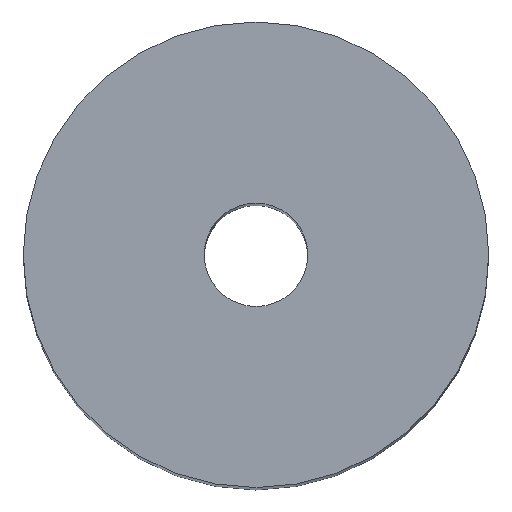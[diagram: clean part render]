
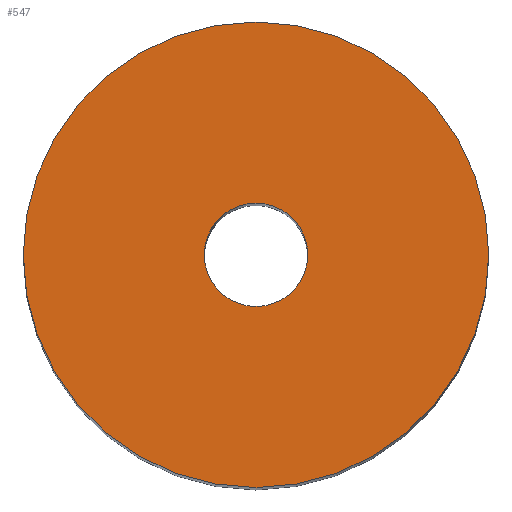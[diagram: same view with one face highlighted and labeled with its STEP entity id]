
A CAD part, top view. The second image highlights one B-rep face of the part: STEP entity #547.
In plain terms, the highlighted planar face has unit normal (0, 0, 1).
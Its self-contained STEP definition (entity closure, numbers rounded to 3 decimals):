
#3 = CARTESIAN_POINT ( 'NONE',  ( 18., 0., 54. ) ) ;
#8 = DIRECTION ( 'NONE',  ( 0., 0., 1. ) ) ;
#22 = VERTEX_POINT ( 'NONE', #300 ) ;
#31 = EDGE_CURVE ( 'NONE', #116, #380, #220, .T. ) ;
#42 = DIRECTION ( 'NONE',  ( 1., 0., 0. ) ) ;
#72 = AXIS2_PLACEMENT_3D ( 'NONE', #437, #223, #42 ) ;
#101 = FACE_OUTER_BOUND ( 'NONE', #526, .T. ) ;
#116 = VERTEX_POINT ( 'NONE', #3 ) ;
#124 = AXIS2_PLACEMENT_3D ( 'NONE', #370, #278, #328 ) ;
#132 = ORIENTED_EDGE ( 'NONE', *, *, #292, .F. ) ;
#167 = EDGE_CURVE ( 'NONE', #425, #22, #338, .T. ) ;
#194 = ORIENTED_EDGE ( 'NONE', *, *, #167, .F. ) ;
#209 = CIRCLE ( 'NONE', #72, 18. ) ;
#220 = CIRCLE ( 'NONE', #482, 18. ) ;
#221 = ORIENTED_EDGE ( 'NONE', *, *, #31, .T. ) ;
#223 = DIRECTION ( 'NONE',  ( 0., 0., 1. ) ) ;
#269 = DIRECTION ( 'NONE',  ( 1., 0., 0. ) ) ;
#278 = DIRECTION ( 'NONE',  ( 0., 0., 1. ) ) ;
#291 = CIRCLE ( 'NONE', #124, 4. ) ;
#292 = EDGE_CURVE ( 'NONE', #22, #425, #291, .T. ) ;
#300 = CARTESIAN_POINT ( 'NONE',  ( 4., 0., 54. ) ) ;
#312 = DIRECTION ( 'NONE',  ( 1., 0., 0. ) ) ;
#328 = DIRECTION ( 'NONE',  ( 1., 0., 0. ) ) ;
#338 = CIRCLE ( 'NONE', #374, 4. ) ;
#339 = EDGE_LOOP ( 'NONE', ( #132, #194 ) ) ;
#352 = DIRECTION ( 'NONE',  ( 1., 0., 0. ) ) ;
#358 = PLANE ( 'NONE',  #359 ) ;
#359 = AXIS2_PLACEMENT_3D ( 'NONE', #364, #8, #312 ) ;
#364 = CARTESIAN_POINT ( 'NONE',  ( 0., 0., 54. ) ) ;
#370 = CARTESIAN_POINT ( 'NONE',  ( 0., 0., 54. ) ) ;
#374 = AXIS2_PLACEMENT_3D ( 'NONE', #435, #528, #269 ) ;
#380 = VERTEX_POINT ( 'NONE', #497 ) ;
#425 = VERTEX_POINT ( 'NONE', #518 ) ;
#435 = CARTESIAN_POINT ( 'NONE',  ( 0., 0., 54. ) ) ;
#437 = CARTESIAN_POINT ( 'NONE',  ( 0., 0., 54. ) ) ;
#440 = ORIENTED_EDGE ( 'NONE', *, *, #555, .T. ) ;
#474 = CARTESIAN_POINT ( 'NONE',  ( 0., 0., 54. ) ) ;
#475 = DIRECTION ( 'NONE',  ( 0., 0., 1. ) ) ;
#482 = AXIS2_PLACEMENT_3D ( 'NONE', #474, #475, #352 ) ;
#497 = CARTESIAN_POINT ( 'NONE',  ( -18., 0., 54. ) ) ;
#518 = CARTESIAN_POINT ( 'NONE',  ( -4., 0., 54. ) ) ;
#526 = EDGE_LOOP ( 'NONE', ( #221, #440 ) ) ;
#528 = DIRECTION ( 'NONE',  ( 0., 0., 1. ) ) ;
#547 = ADVANCED_FACE ( 'NONE', ( #557, #101 ), #358, .T. ) ;
#555 = EDGE_CURVE ( 'NONE', #380, #116, #209, .T. ) ;
#557 = FACE_BOUND ( 'NONE', #339, .T. ) ;
